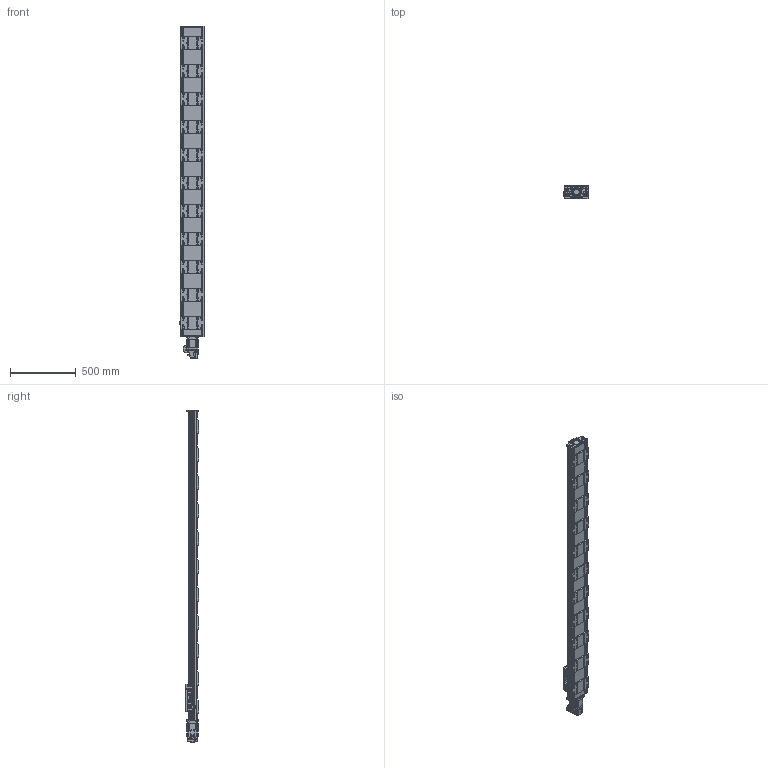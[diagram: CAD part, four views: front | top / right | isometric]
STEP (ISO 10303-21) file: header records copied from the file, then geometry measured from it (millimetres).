
FILE_DESCRIPTION (( 'STEP AP214' ), '1' );
FILE_NAME ('LRU_LRU2000x18-E01T11A.step', '2025-08-04T17:57:38', ( '' ), ( '' ), 'SwSTEP 2.0', 'SolidWorks 2019', '' );
FILE_SCHEMA (( 'AUTOMOTIVE_DESIGN' ));
Length unit declared in the file: millimetre
Products named in the file (7): LRU_LRU2000x18-E01T11A; LRU_carriage^LRU_180; LC40_carriage^LRU; NMS23_sensor^LRU; LRU_base^LRU_LRU2000x18; AP187^LRU; NMS34_motor^LRU_LRU
Assembly tree (9 placements, depth 2):
  LRU_LRU2000x18-E01T11A
    LRU_base^LRU_LRU2000x18
    LRU_carriage^LRU_180
    NMS34_motor^LRU_LRU
    LC40_carriage^LRU  x4
    NMS23_sensor^LRU
    AP187^LRU
Bounding box: 189.25 x 100 x 2530.55 mm (x, y, z)
Volume: 13821750.9 mm3; surface area: 3987159.5 mm2
Topology: 268 solids, 268 shells, 4436 faces, 10859 edges, 7210 vertices
Faces by surface type: plane 2621, cylinder 1698, cone 51, bspline 48, sphere 12, torus 6
Entity records: 114330 total; most frequent: CARTESIAN_POINT 20207, DIRECTION 19112, ORIENTED_EDGE 17992, EDGE_CURVE 8996, AXIS2_PLACEMENT_3D 6679, VERTEX_POINT 5968, VECTOR 5754, LINE 5754
